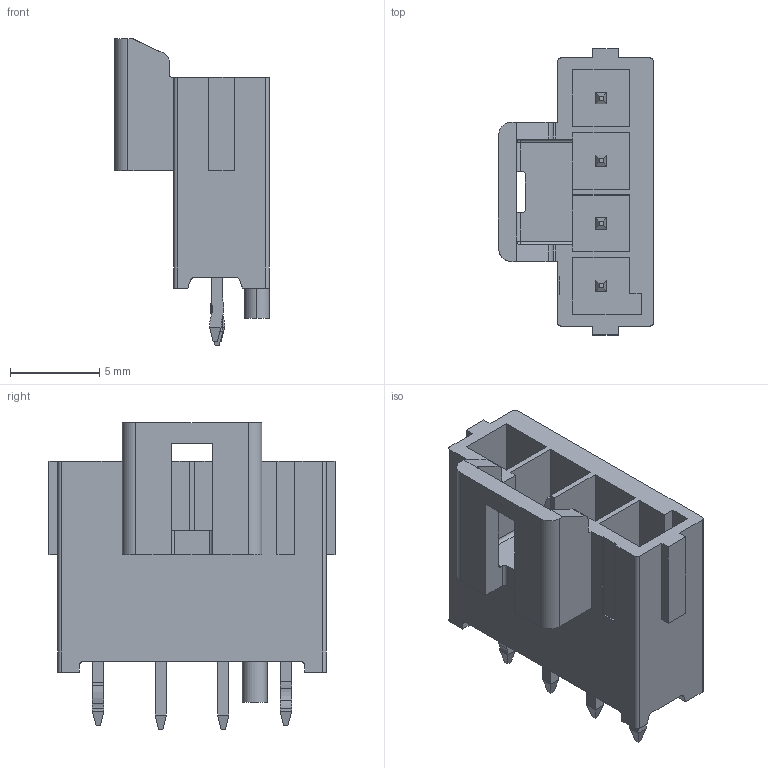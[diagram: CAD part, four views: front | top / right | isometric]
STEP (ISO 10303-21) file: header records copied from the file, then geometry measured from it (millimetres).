
FILE_DESCRIPTION(('FreeCAD Model'),'2;1');
FILE_NAME('1722861104.step','2017-12-27T12:04:15',( 'kicad StepUp'),('ksu MCAD'),'Open CASCADE STEP processor 6.8', 'FreeCAD','Unknown');
FILE_SCHEMA(('AUTOMOTIVE_DESIGN_CC2 { 1 2 10303 214 -1 1 5 4 }'));
Length unit declared in the file: millimetre
Products named in the file (1): 1722861104
Bounding box: 8.67 x 16 x 17.15 mm (x, y, z)
Volume: 638.5 mm3; surface area: 1381.6 mm2
Topology: 1 solids, 1 shells, 277 faces, 748 edges, 484 vertices
Faces by surface type: plane 193, cylinder 82, sphere 2
Entity records: 8663 total; most frequent: CARTESIAN_POINT 1562, ORIENTED_EDGE 1496, DIRECTION 1450, EDGE_CURVE 748, LINE 582, VECTOR 582, VERTEX_POINT 484, AXIS2_PLACEMENT_3D 434
